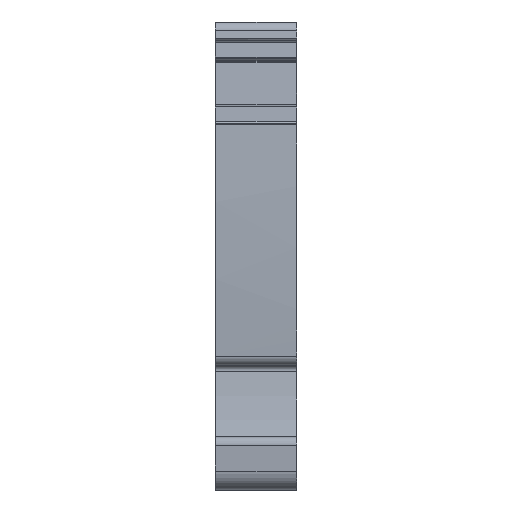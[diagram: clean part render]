
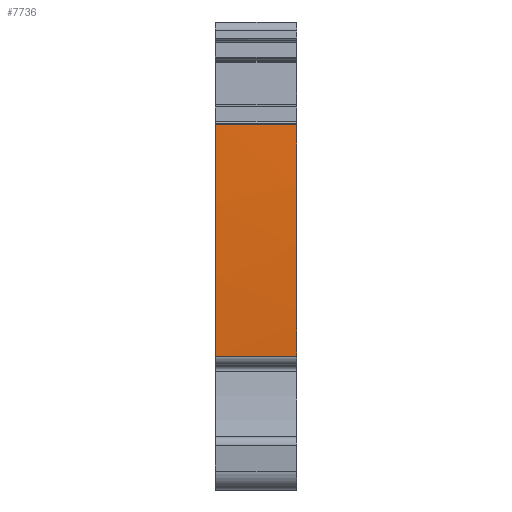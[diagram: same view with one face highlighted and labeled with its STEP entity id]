
A CAD part, front view. The second image highlights one B-rep face of the part: STEP entity #7736.
In plain terms, the highlighted cylindrical face has radius 180 mm (diameter 360 mm), a partial arc.
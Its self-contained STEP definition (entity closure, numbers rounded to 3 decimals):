
#2587=AXIS2_PLACEMENT_3D('Circle Axis2P3D',#2585,#2586,$) ;
#6850=AXIS2_PLACEMENT_3D('Cylinder Axis2P3D',#6847,#6848,#6849) ;
#7704=AXIS2_PLACEMENT_3D('Circle Axis2P3D',#7702,#7703,$) ;
#7713=AXIS2_PLACEMENT_3D('Circle Axis2P3D',#7711,#7712,$) ;
#7725=AXIS2_PLACEMENT_3D('Circle Axis2P3D',#7723,#7724,$) ;
#2582=CARTESIAN_POINT('Vertex',(0.,1.52,13.384)) ;
#2585=CARTESIAN_POINT('Axis2P3D Location',(0.,181.129,25.25)) ;
#2589=CARTESIAN_POINT('Vertex',(0.,1.481,36.509)) ;
#6847=CARTESIAN_POINT('Axis2P3D Location',(4.05,181.129,25.25)) ;
#7686=CARTESIAN_POINT('Vertex',(8.1,1.481,36.509)) ;
#7689=CARTESIAN_POINT('Line Origine',(4.05,1.481,36.509)) ;
#7702=CARTESIAN_POINT('Axis2P3D Location',(8.1,181.129,25.25)) ;
#7706=CARTESIAN_POINT('Vertex',(8.1,1.27,18.106)) ;
#7708=CARTESIAN_POINT('Vertex',(8.1,1.271,18.099)) ;
#7711=CARTESIAN_POINT('Axis2P3D Location',(8.1,181.129,25.25)) ;
#7716=CARTESIAN_POINT('Line Origine',(4.05,1.52,13.384)) ;
#7720=CARTESIAN_POINT('Vertex',(8.1,1.52,13.384)) ;
#7723=CARTESIAN_POINT('Axis2P3D Location',(8.1,181.129,25.25)) ;
#2586=DIRECTION('Axis2P3D Direction',(1.,0.,0.)) ;
#6848=DIRECTION('Axis2P3D Direction',(1.,0.,0.)) ;
#6849=DIRECTION('Axis2P3D XDirection',(0.,-0.993,0.115)) ;
#7690=DIRECTION('Vector Direction',(1.,0.,0.)) ;
#7703=DIRECTION('Axis2P3D Direction',(1.,0.,0.)) ;
#7712=DIRECTION('Axis2P3D Direction',(1.,0.,0.)) ;
#7717=DIRECTION('Vector Direction',(1.,0.,0.)) ;
#7724=DIRECTION('Axis2P3D Direction',(1.,0.,0.)) ;
#7691=VECTOR('Line Direction',#7690,1.) ;
#7718=VECTOR('Line Direction',#7717,1.) ;
#7729=ORIENTED_EDGE('',*,*,#7710,.F.) ;
#7730=ORIENTED_EDGE('',*,*,#7715,.F.) ;
#7731=ORIENTED_EDGE('',*,*,#7693,.F.) ;
#7732=ORIENTED_EDGE('',*,*,#2591,.T.) ;
#7733=ORIENTED_EDGE('',*,*,#7722,.T.) ;
#7734=ORIENTED_EDGE('',*,*,#7727,.F.) ;
#7736=ADVANCED_FACE('MLD',(#7735),#6851,.T.) ;
#2588=CIRCLE('generated circle',#2587,180.) ;
#7705=CIRCLE('generated circle',#7704,180.) ;
#7714=CIRCLE('generated circle',#7713,180.) ;
#7726=CIRCLE('generated circle',#7725,180.) ;
#6851=CYLINDRICAL_SURFACE('generated cylinder',#6850,180.) ;
#2591=EDGE_CURVE('',#2590,#2583,#2588,.T.) ;
#7693=EDGE_CURVE('',#2590,#7687,#7692,.T.) ;
#7710=EDGE_CURVE('',#7707,#7709,#7705,.T.) ;
#7715=EDGE_CURVE('',#7687,#7707,#7714,.T.) ;
#7722=EDGE_CURVE('',#2583,#7721,#7719,.T.) ;
#7727=EDGE_CURVE('',#7709,#7721,#7726,.T.) ;
#7728=EDGE_LOOP('',(#7729,#7730,#7731,#7732,#7733,#7734)) ;
#7735=FACE_OUTER_BOUND('',#7728,.T.) ;
#7692=LINE('Line',#7689,#7691) ;
#7719=LINE('Line',#7716,#7718) ;
#2583=VERTEX_POINT('',#2582) ;
#2590=VERTEX_POINT('',#2589) ;
#7687=VERTEX_POINT('',#7686) ;
#7707=VERTEX_POINT('',#7706) ;
#7709=VERTEX_POINT('',#7708) ;
#7721=VERTEX_POINT('',#7720) ;
